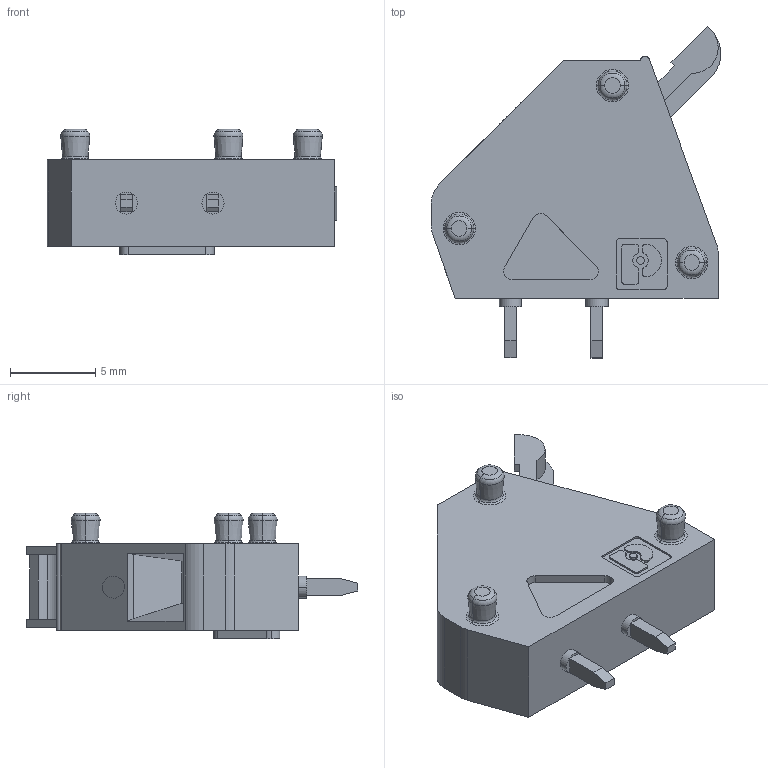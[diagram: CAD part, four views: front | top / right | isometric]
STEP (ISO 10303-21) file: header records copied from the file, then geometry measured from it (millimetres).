
FILE_DESCRIPTION(('SolidDesigner STEP Export'),'1');
FILE_NAME('zfkds_1.5-w-5.08.stp','2000-06-29T16:15:01',(''),(''), 'SolidDesigner STEP processor Version: 7.0(Mar 1999)for AP214(CD)(Solid Model)', 'CoCreate SolidDesigner: 07.50 21-Dec-99(C) CoCreate Software GmbH','');
FILE_SCHEMA(('AUTOMOTIVE_DESIGN_CC2 {1 2 10303 214 -1 1 5 1}'));
Length unit declared in the file: millimetre
Products named in the file (2): zfkds_1.5-w-5.08
Assembly tree (1 placements, depth 2):
  zfkds_1.5-w-5.08
    zfkds_1.5-w-5.08
Bounding box: 17 x 19.5 x 7.38 mm (x, y, z)
Volume: 907.6 mm3; surface area: 826.1 mm2
Topology: 1 solids, 1 shells, 192 faces, 459 edges, 289 vertices
Faces by surface type: plane 82, cylinder 50, torus 48, cone 12
Entity records: 6553 total; most frequent: ORIENTED_EDGE 918, DIRECTION 819, CARTESIAN_POINT 817, EDGE_CURVE 459, AXIS2_PLACEMENT_3D 291, VERTEX_POINT 289, VECTOR 237, LINE 237
